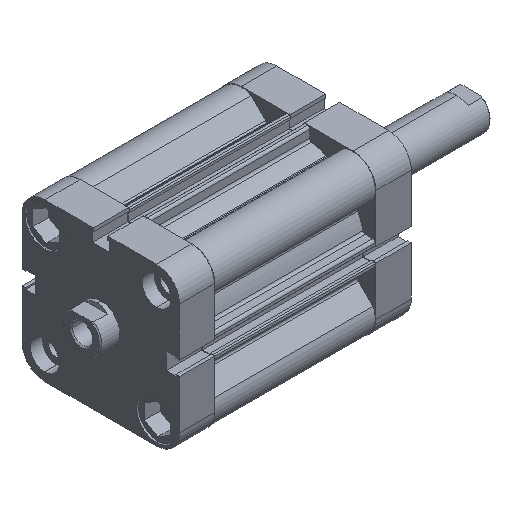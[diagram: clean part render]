
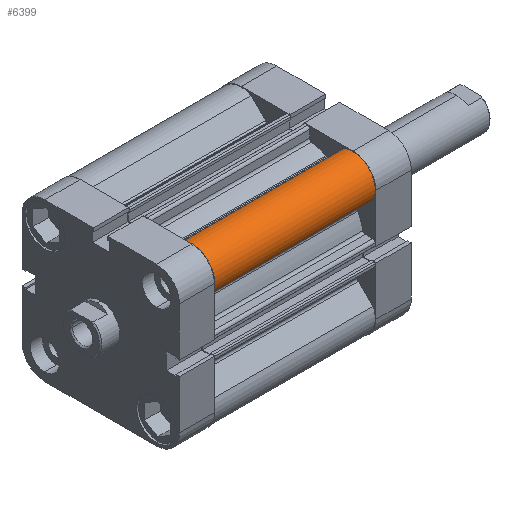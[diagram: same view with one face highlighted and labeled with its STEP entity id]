
A CAD part, isometric view. The second image highlights one B-rep face of the part: STEP entity #6399.
In plain terms, the highlighted cylindrical face has radius 9.25 mm (diameter 18.5 mm), a partial arc.
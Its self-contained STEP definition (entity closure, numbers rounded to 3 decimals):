
#155 = EDGE_CURVE ( 'NONE', #702, #561, #1308, .T. ) ;
#220 = EDGE_CURVE ( 'NONE', #501, #353, #1412, .T. ) ;
#353 = VERTEX_POINT ( 'NONE', #3364 ) ;
#501 = VERTEX_POINT ( 'NONE', #3502 ) ;
#561 = VERTEX_POINT ( 'NONE', #3550 ) ;
#702 = VERTEX_POINT ( 'NONE', #3647 ) ;
#1290 = VECTOR ( 'NONE', #3097, 1000. ) ;
#1308 = LINE ( 'NONE', #3081, #1290 ) ;
#1412 = LINE ( 'NONE', #3229, #1425 ) ;
#1425 = VECTOR ( 'NONE', #3240, 1000. ) ;
#1556 = CIRCLE ( 'NONE', #2448, 9.25 ) ;
#1989 = CIRCLE ( 'NONE', #2549, 9.25 ) ;
#2050 = EDGE_CURVE ( 'NONE', #501, #702, #1556, .T. ) ;
#2331 = EDGE_CURVE ( 'NONE', #353, #561, #1989, .T. ) ;
#2448 = AXIS2_PLACEMENT_3D ( 'NONE', #3833, #3835, #3836 ) ;
#2549 = AXIS2_PLACEMENT_3D ( 'NONE', #4501, #4508, #4509 ) ;
#2654 = AXIS2_PLACEMENT_3D ( 'NONE', #4903, #4895, #4898 ) ;
#3081 = CARTESIAN_POINT ( 'NONE',  ( 31.559, -19.184, 67. ) ) ;
#3097 = DIRECTION ( 'NONE',  ( 0., 0., -1. ) ) ;
#3229 = CARTESIAN_POINT ( 'NONE',  ( 19.184, -31.559, 67. ) ) ;
#3240 = DIRECTION ( 'NONE',  ( 0., 0., -1. ) ) ;
#3364 = CARTESIAN_POINT ( 'NONE',  ( 19.184, -31.559, 0. ) ) ;
#3502 = CARTESIAN_POINT ( 'NONE',  ( 19.184, -31.559, 67. ) ) ;
#3550 = CARTESIAN_POINT ( 'NONE',  ( 31.559, -19.184, 0. ) ) ;
#3647 = CARTESIAN_POINT ( 'NONE',  ( 31.559, -19.184, 67. ) ) ;
#3833 = CARTESIAN_POINT ( 'NONE',  ( 23.25, -23.25, 67. ) ) ;
#3835 = DIRECTION ( 'NONE',  ( 0., 0., 1. ) ) ;
#3836 = DIRECTION ( 'NONE',  ( -1., 0., 0. ) ) ;
#4501 = CARTESIAN_POINT ( 'NONE',  ( 23.25, -23.25, 0. ) ) ;
#4508 = DIRECTION ( 'NONE',  ( 0., 0., 1. ) ) ;
#4509 = DIRECTION ( 'NONE',  ( -1., 0., 0. ) ) ;
#4895 = DIRECTION ( 'NONE',  ( 0., 0., -1. ) ) ;
#4898 = DIRECTION ( 'NONE',  ( -1., 0., 0. ) ) ;
#4903 = CARTESIAN_POINT ( 'NONE',  ( 23.25, -23.25, 67. ) ) ;
#5560 = CYLINDRICAL_SURFACE ( 'NONE', #2654, 9.25 ) ;
#5563 = FACE_OUTER_BOUND ( 'NONE', #6838, .T. ) ;
#6399 = ADVANCED_FACE ( 'NONE', ( #5563 ), #5560, .T. ) ;
#6838 = EDGE_LOOP ( 'NONE', ( #7768, #7779, #7767, #7770 ) ) ;
#7767 = ORIENTED_EDGE ( 'NONE', *, *, #2050, .F. ) ;
#7768 = ORIENTED_EDGE ( 'NONE', *, *, #2331, .T. ) ;
#7770 = ORIENTED_EDGE ( 'NONE', *, *, #220, .T. ) ;
#7779 = ORIENTED_EDGE ( 'NONE', *, *, #155, .F. ) ;
